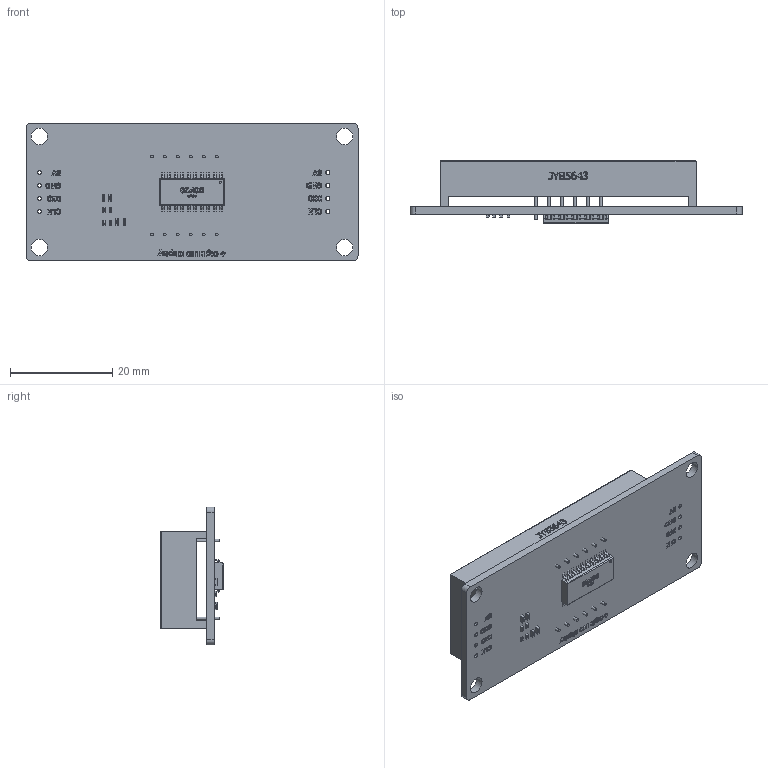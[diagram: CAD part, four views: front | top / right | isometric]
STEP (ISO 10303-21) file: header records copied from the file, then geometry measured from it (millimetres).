
FILE_DESCRIPTION(/* description */ (''),/* implementation_level */ '2;1');
FILE_NAME(/* name */ '4Digit7SegmentTM1637.stp',/* time_stamp */ '2018-09-23T04:15:05+03:00',/* author */ ('User'),/* organization */ (''),/* preprocessor_version */ 'ST-DEVELOPER v17',/* originating_system */ 'Autodesk Inventor 2018',/* authorisation */ '');
FILE_SCHEMA (('AUTOMOTIVE_DESIGN { 1 0 10303 214 3 1 1 }'));
Products named in the file (7): 4Digit7SegmentTM1637; PCB; JYB5643; SO20Package; smd-led-0402; smd-resistor-0402; smd-capacitor-0402
Assembly tree (11 placements, depth 2):
  4Digit7SegmentTM1637
    PCB
    JYB5643
    SO20Package
    smd-capacitor-0402  x4
    smd-led-0402
    smd-resistor-0402  x3
Bounding box: 65 x 12.31 x 27 mm (x, y, z)
Volume: 10267.8 mm3; surface area: 9387.6 mm2
Topology: 108 solids, 108 shells, 2481 faces, 6299 edges, 4198 vertices
Faces by surface type: plane 1642, bspline 697, cylinder 142
Full cylindrical faces by diameter (mm): 0.4 x1, 0.51 x12, 0.7 x16, 0.8 x8, 0.987 x6, 3.25 x4
Entity records: 65872 total; most frequent: CARTESIAN_POINT 19723, ORIENTED_EDGE 10354, DIRECTION 7314, EDGE_CURVE 5177, LINE 3776, VECTOR 3776, VERTEX_POINT 3450, EDGE_LOOP 2201
